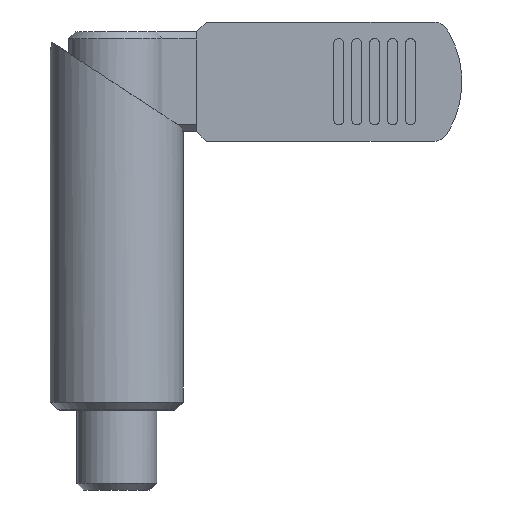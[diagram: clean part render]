
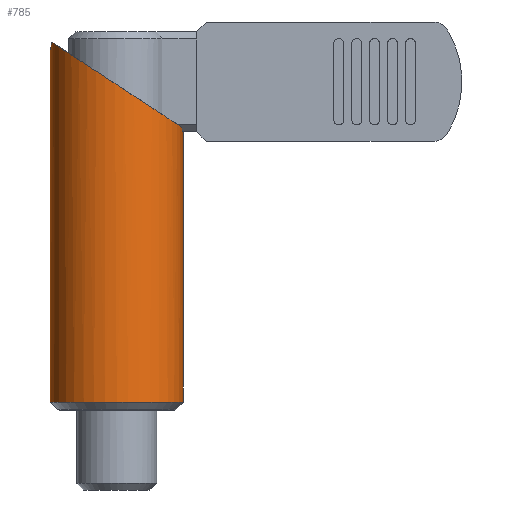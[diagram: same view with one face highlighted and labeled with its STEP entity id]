
A CAD part, front view. The second image highlights one B-rep face of the part: STEP entity #785.
In plain terms, the highlighted cylindrical face has radius 10 mm (diameter 20 mm), a partial arc.
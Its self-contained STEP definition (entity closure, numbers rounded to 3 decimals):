
#535=EDGE_CURVE('',#821,#841,#1543,.T.);
#765=EDGE_CURVE('',#841,#773,#1806,.T.);
#773=VERTEX_POINT('',#1815);
#785=ADVANCED_FACE('',(#1827),#1828,.T.);
#819=EDGE_CURVE('',#889,#773,#1866,.T.);
#821=VERTEX_POINT('',#1868);
#825=EDGE_CURVE('',#821,#1343,#1872,.T.);
#841=VERTEX_POINT('',#1889);
#889=VERTEX_POINT('',#1945);
#1343=VERTEX_POINT('',#2447);
#1365=EDGE_CURVE('',#889,#1343,#2472,.T.);
#1543=ELLIPSE('',#2662,11.954,10.);
#1806=B_SPLINE_CURVE_WITH_KNOTS('',3,(#3006,#3007,#3008,#3009,#3010,#3011,#3012,#3013,#3014,#3015,#3016,#3017,#3018,#3019),.UNSPECIFIED.,.F.,.F.,(4,2,2,2,2,2,4),(0.938,1.236,1.648,2.06,2.472,2.884,3.296),.UNSPECIFIED.);
#1815=CARTESIAN_POINT('',(-10.,0.,54.238));
#1827=FACE_OUTER_BOUND('',#3045,.T.);
#1828=CYLINDRICAL_SURFACE('',#3046,10.);
#1866=LINE('',#3100,#3101);
#1868=CARTESIAN_POINT('',(10.,0.,42.5));
#1872=LINE('',#3110,#3111);
#1889=CARTESIAN_POINT('',(-9.805,-1.964,55.472));
#1945=CARTESIAN_POINT('',(-10.,0.,1.25));
#2447=CARTESIAN_POINT('',(10.,0.,1.25));
#2472=CIRCLE('',#3943,10.);
#2662=AXIS2_PLACEMENT_3D('',#4170,#4171,#4172);
#3006=CARTESIAN_POINT('',(-9.805,-1.964,55.472));
#3007=CARTESIAN_POINT('',(-9.814,-1.919,55.378));
#3008=CARTESIAN_POINT('',(-9.824,-1.867,55.286));
#3009=CARTESIAN_POINT('',(-9.85,-1.729,55.082));
#3010=CARTESIAN_POINT('',(-9.865,-1.638,54.973));
#3011=CARTESIAN_POINT('',(-9.896,-1.445,54.779));
#3012=CARTESIAN_POINT('',(-9.911,-1.336,54.689));
#3013=CARTESIAN_POINT('',(-9.94,-1.098,54.529));
#3014=CARTESIAN_POINT('',(-9.954,-0.97,54.46));
#3015=CARTESIAN_POINT('',(-9.976,-0.701,54.348));
#3016=CARTESIAN_POINT('',(-9.985,-0.561,54.306));
#3017=CARTESIAN_POINT('',(-9.997,-0.279,54.251));
#3018=CARTESIAN_POINT('',(-10.,-0.137,54.238));
#3019=CARTESIAN_POINT('',(-10.,0.,54.238));
#3045=EDGE_LOOP('',(#4542,#4543,#4544,#4545,#4546));
#3046=AXIS2_PLACEMENT_3D('',#4547,#4548,#4549);
#3100=CARTESIAN_POINT('',(-10.,0.,28.425));
#3101=VECTOR('',#4599,1.0);
#3110=CARTESIAN_POINT('',(10.,0.,28.425));
#3111=VECTOR('',#4601,1.0);
#3943=AXIS2_PLACEMENT_3D('',#5265,#5266,#5267);
#4170=CARTESIAN_POINT('',(0.,0.,49.05));
#4171=DIRECTION('',(-0.548,0.,-0.837));
#4172=DIRECTION('',(-0.837,0.,0.548));
#4542=ORIENTED_EDGE('',*,*,#819,.F.);
#4543=ORIENTED_EDGE('',*,*,#1365,.T.);
#4544=ORIENTED_EDGE('',*,*,#825,.F.);
#4545=ORIENTED_EDGE('',*,*,#535,.T.);
#4546=ORIENTED_EDGE('',*,*,#765,.T.);
#4547=CARTESIAN_POINT('',(0.,0.,28.425));
#4548=DIRECTION('',(0.,0.,-1.0));
#4549=DIRECTION('',(-1.0,0.,0.));
#4599=DIRECTION('',(0.,0.,1.0));
#4601=DIRECTION('',(0.,0.,-1.0));
#5265=CARTESIAN_POINT('',(0.,0.,1.25));
#5266=DIRECTION('',(0.,0.,1.0));
#5267=DIRECTION('',(-1.0,0.,0.));
